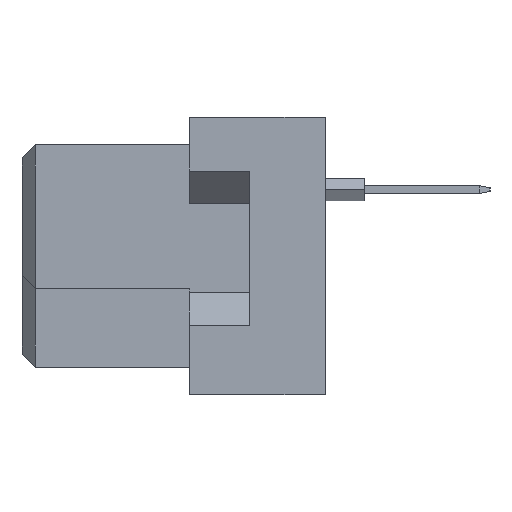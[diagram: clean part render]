
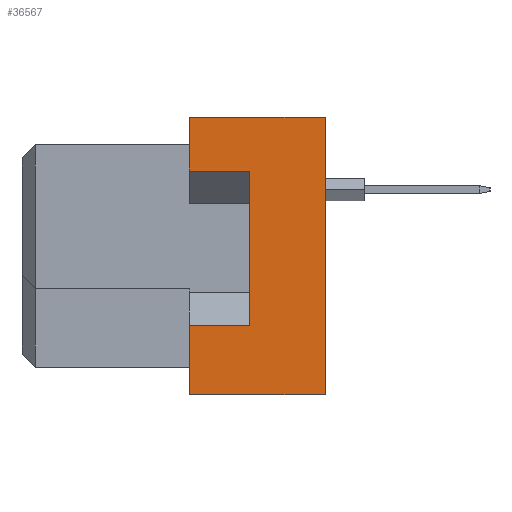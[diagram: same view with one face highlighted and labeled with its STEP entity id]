
A CAD part, left-side view. The second image highlights one B-rep face of the part: STEP entity #36567.
In plain terms, the highlighted planar face has unit normal (-1, 0, 0).
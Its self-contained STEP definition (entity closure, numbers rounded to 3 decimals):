
#39 = VECTOR ( 'NONE', #4605, 1000. ) ;
#2596 = CARTESIAN_POINT ( 'NONE',  ( -47.5, -6.4, 5.3 ) ) ;
#2849 = VERTEX_POINT ( 'NONE', #13437 ) ;
#3372 = VECTOR ( 'NONE', #18039, 1000. ) ;
#3774 = FACE_OUTER_BOUND ( 'NONE', #20330, .T. ) ;
#3839 = DIRECTION ( 'NONE',  ( 0., 1., 0. ) ) ;
#3998 = CARTESIAN_POINT ( 'NONE',  ( -47.5, -11.6, 5.3 ) ) ;
#4404 = CARTESIAN_POINT ( 'NONE',  ( -47.5, -11.6, 5.3 ) ) ;
#4605 = DIRECTION ( 'NONE',  ( 0., 1., 0. ) ) ;
#5329 = CARTESIAN_POINT ( 'NONE',  ( -47.5, -8.7, -2.65 ) ) ;
#6330 = CARTESIAN_POINT ( 'NONE',  ( -47.5, -8.7, -2.65 ) ) ;
#7713 = EDGE_CURVE ( 'NONE', #14958, #17371, #16485, .T. ) ;
#9020 = DIRECTION ( 'NONE',  ( 0., 0., 1. ) ) ;
#10249 = EDGE_CURVE ( 'NONE', #2849, #33027, #24404, .T. ) ;
#10416 = CARTESIAN_POINT ( 'NONE',  ( -47.5, -11.6, -5.3 ) ) ;
#11113 = EDGE_CURVE ( 'NONE', #35818, #36558, #30475, .T. ) ;
#11996 = ORIENTED_EDGE ( 'NONE', *, *, #28480, .F. ) ;
#13437 = CARTESIAN_POINT ( 'NONE',  ( -47.5, -11.6, -5.3 ) ) ;
#14341 = EDGE_CURVE ( 'NONE', #32606, #35818, #24248, .T. ) ;
#14958 = VERTEX_POINT ( 'NONE', #22660 ) ;
#15861 = DIRECTION ( 'NONE',  ( 0., 0., 1. ) ) ;
#16042 = CARTESIAN_POINT ( 'NONE',  ( -47.5, -11.6, 5.3 ) ) ;
#16485 = LINE ( 'NONE', #4404, #39 ) ;
#17371 = VERTEX_POINT ( 'NONE', #2596 ) ;
#17480 = VECTOR ( 'NONE', #30242, 1000. ) ;
#18039 = DIRECTION ( 'NONE',  ( 0., 0., 1. ) ) ;
#18386 = DIRECTION ( 'NONE',  ( 0., 1., 0. ) ) ;
#19176 = VERTEX_POINT ( 'NONE', #37313 ) ;
#19341 = VECTOR ( 'NONE', #15861, 1000. ) ;
#20330 = EDGE_LOOP ( 'NONE', ( #23077, #36907, #24855, #25895, #33595, #11996, #25297, #31175 ) ) ;
#21241 = CARTESIAN_POINT ( 'NONE',  ( -47.5, -8.7, 3.25 ) ) ;
#22086 = DIRECTION ( 'NONE',  ( -1., 0., 0. ) ) ;
#22660 = CARTESIAN_POINT ( 'NONE',  ( -47.5, -11.6, 5.3 ) ) ;
#23077 = ORIENTED_EDGE ( 'NONE', *, *, #29302, .T. ) ;
#23800 = CARTESIAN_POINT ( 'NONE',  ( -47.5, -6.4, -5.3 ) ) ;
#24248 = LINE ( 'NONE', #33190, #3372 ) ;
#24404 = LINE ( 'NONE', #10416, #32700 ) ;
#24855 = ORIENTED_EDGE ( 'NONE', *, *, #10249, .F. ) ;
#24989 = DIRECTION ( 'NONE',  ( 0., 0., 1. ) ) ;
#25297 = ORIENTED_EDGE ( 'NONE', *, *, #11113, .F. ) ;
#25592 = VECTOR ( 'NONE', #9020, 1000. ) ;
#25895 = ORIENTED_EDGE ( 'NONE', *, *, #29376, .T. ) ;
#26724 = LINE ( 'NONE', #23800, #25592 ) ;
#28480 = EDGE_CURVE ( 'NONE', #36558, #17371, #26724, .T. ) ;
#28482 = DIRECTION ( 'NONE',  ( 0., 0., 1. ) ) ;
#28870 = CARTESIAN_POINT ( 'NONE',  ( -47.5, -6.4, -5.3 ) ) ;
#29302 = EDGE_CURVE ( 'NONE', #32606, #19176, #32961, .T. ) ;
#29325 = AXIS2_PLACEMENT_3D ( 'NONE', #16042, #22086, #24989 ) ;
#29376 = EDGE_CURVE ( 'NONE', #2849, #14958, #30635, .T. ) ;
#29409 = VECTOR ( 'NONE', #28482, 1000. ) ;
#30029 = PLANE ( 'NONE',  #29325 ) ;
#30214 = VECTOR ( 'NONE', #3839, 1000. ) ;
#30224 = CARTESIAN_POINT ( 'NONE',  ( -47.5, -6.4, 3.25 ) ) ;
#30242 = DIRECTION ( 'NONE',  ( 0., 1., 0. ) ) ;
#30475 = LINE ( 'NONE', #33784, #30214 ) ;
#30635 = LINE ( 'NONE', #3998, #19341 ) ;
#31175 = ORIENTED_EDGE ( 'NONE', *, *, #14341, .F. ) ;
#32606 = VERTEX_POINT ( 'NONE', #5329 ) ;
#32700 = VECTOR ( 'NONE', #18386, 1000. ) ;
#32961 = LINE ( 'NONE', #6330, #17480 ) ;
#33027 = VERTEX_POINT ( 'NONE', #36574 ) ;
#33190 = CARTESIAN_POINT ( 'NONE',  ( -47.5, -8.7, -2.65 ) ) ;
#33595 = ORIENTED_EDGE ( 'NONE', *, *, #7713, .T. ) ;
#33784 = CARTESIAN_POINT ( 'NONE',  ( -47.5, -8.7, 3.25 ) ) ;
#34687 = LINE ( 'NONE', #28870, #29409 ) ;
#35818 = VERTEX_POINT ( 'NONE', #21241 ) ;
#36558 = VERTEX_POINT ( 'NONE', #30224 ) ;
#36567 = ADVANCED_FACE ( 'NONE', ( #3774 ), #30029, .T. ) ;
#36574 = CARTESIAN_POINT ( 'NONE',  ( -47.5, -6.4, -5.3 ) ) ;
#36907 = ORIENTED_EDGE ( 'NONE', *, *, #37934, .F. ) ;
#37313 = CARTESIAN_POINT ( 'NONE',  ( -47.5, -6.4, -2.65 ) ) ;
#37934 = EDGE_CURVE ( 'NONE', #33027, #19176, #34687, .T. ) ;
